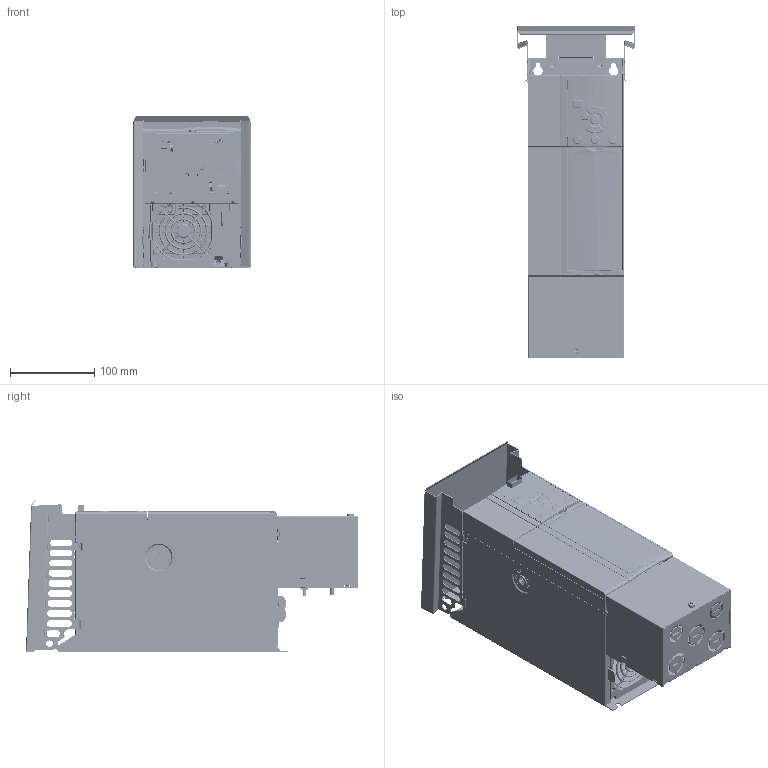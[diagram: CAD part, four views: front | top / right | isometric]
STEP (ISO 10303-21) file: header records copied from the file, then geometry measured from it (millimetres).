
FILE_DESCRIPTION((''),'2;1');
FILE_NAME('FC280-K3-IP21','2016-08-30T',('u242158'),('Danfoss Power Electronics'),'CREO PARAMETRIC BY PTC INC, 2015480','CREO PARAMETRIC BY PTC INC, 2015480','');
FILE_SCHEMA(('CONFIG_CONTROL_DESIGN','GEOMETRIC_VALIDATION_PROPERTIES_MIM'));
Products named in the file (1): FC280-K3-IP21
Bounding box: 140 x 395.08 x 181.33 mm (x, y, z)
Surface area: 825579.8 mm2 (no closed solid volume)
Topology: 0 solids, 283 shells, 16147 faces, 44344 edges, 28679 vertices
Faces by surface type: plane 9327, cylinder 3974, bspline 1448, cone 469, sphere 375, torus 369, extrusion 185
Entity records: 726598 total; most frequent: CARTESIAN_POINT 226478, ORIENTED_EDGE 85753, DIRECTION 70846, EDGE_CURVE 44174, VERTEX_POINT 28674, VECTOR 28324, LINE 28139, PRESENTATION_STYLE_ASSIGNMENT 27149
